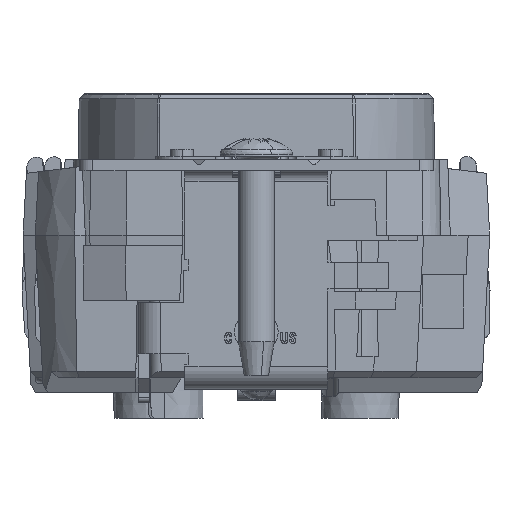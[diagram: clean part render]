
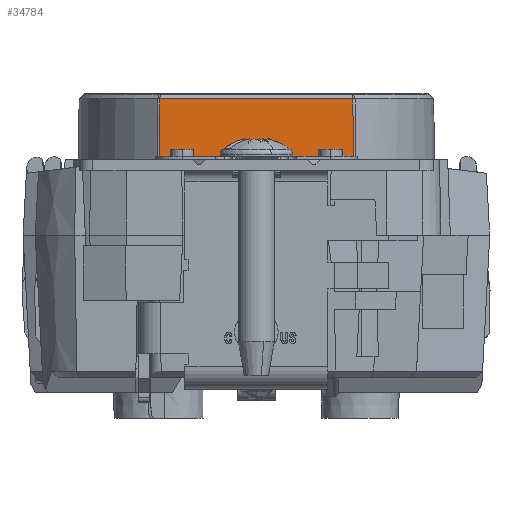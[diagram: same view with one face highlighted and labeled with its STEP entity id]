
A CAD part, front view. The second image highlights one B-rep face of the part: STEP entity #34784.
In plain terms, the highlighted planar face has unit normal (0, -1, 0.018).
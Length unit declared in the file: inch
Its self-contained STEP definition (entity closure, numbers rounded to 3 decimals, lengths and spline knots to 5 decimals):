
#3600 = EDGE_CURVE ( 'NONE', #42174, #108255, #151553, .T. ) ;
#6231 = CARTESIAN_POINT ( 'NONE',  ( 0., -1.3175, 0.809 ) ) ;
#7350 = CARTESIAN_POINT ( 'NONE',  ( -0.36233, -1.31356, 1.03465 ) ) ;
#10366 = VECTOR ( 'NONE', #141050, 39.37008 ) ;
#16602 = AXIS2_PLACEMENT_3D ( 'NONE', #6231, #35550, #79874 ) ;
#22350 = CARTESIAN_POINT ( 'NONE',  ( 0.35869, -1.31619, 0.8842 ) ) ;
#34669 = CARTESIAN_POINT ( 'NONE',  ( 0.3581, -1.31422, 0.99703 ) ) ;
#34784 = ADVANCED_FACE ( 'NONE', ( #80805 ), #110014, .T. ) ;
#35550 = DIRECTION ( 'NONE',  ( 0., -1., 0.017 ) ) ;
#42174 = VERTEX_POINT ( 'NONE', #137772 ) ;
#43914 = EDGE_CURVE ( 'NONE', #163777, #62414, #164928, .T. ) ;
#49130 = EDGE_CURVE ( 'NONE', #108255, #78978, #136206, .T. ) ;
#49842 = ORIENTED_EDGE ( 'NONE', *, *, #3600, .T. ) ;
#56735 = EDGE_LOOP ( 'NONE', ( #70466, #85013, #49842, #146092, #119600, #179893 ) ) ;
#58313 = VECTOR ( 'NONE', #176803, 39.37008 ) ;
#58467 = CARTESIAN_POINT ( 'NONE',  ( -0.35849, -1.31553, 0.9218 ) ) ;
#62414 = VERTEX_POINT ( 'NONE', #73836 ) ;
#70466 = ORIENTED_EDGE ( 'NONE', *, *, #43914, .T. ) ;
#73836 = CARTESIAN_POINT ( 'NONE',  ( -0.3579, -1.31356, 1.03465 ) ) ;
#74474 = CARTESIAN_POINT ( 'NONE',  ( -0.35829, -1.31487, 0.95941 ) ) ;
#77593 = DIRECTION ( 'NONE',  ( 1., 0., 0. ) ) ;
#78978 = VERTEX_POINT ( 'NONE', #179826 ) ;
#78994 = CARTESIAN_POINT ( 'NONE',  ( 0.35829, -1.31487, 0.95941 ) ) ;
#79874 = DIRECTION ( 'NONE',  ( 0., -0.017, -1. ) ) ;
#80805 = FACE_OUTER_BOUND ( 'NONE', #56735, .T. ) ;
#85013 = ORIENTED_EDGE ( 'NONE', *, *, #98038, .T. ) ;
#86271 = VECTOR ( 'NONE', #77593, 39.37008 ) ;
#87664 = CARTESIAN_POINT ( 'NONE',  ( -0.35869, -1.31619, 0.8842 ) ) ;
#89543 = CARTESIAN_POINT ( 'NONE',  ( -0.3579, -1.31356, 1.03465 ) ) ;
#90639 = B_SPLINE_CURVE_WITH_KNOTS ( 'NONE', 3,
 ( #89543, #115984, #74474, #58467, #87664, #147096, #145209 ),
 .UNSPECIFIED., .F., .F.,
 ( 4, 3, 4 ),
 ( 0., 0.00287, 0.00573 ),
 .UNSPECIFIED. ) ;
#91762 = LINE ( 'NONE', #162513, #86271 ) ;
#91895 = CARTESIAN_POINT ( 'NONE',  ( 0., -1.3175, 0.809 ) ) ;
#94996 = CARTESIAN_POINT ( 'NONE',  ( 0.35849, -1.31553, 0.9218 ) ) ;
#98038 = EDGE_CURVE ( 'NONE', #62414, #42174, #90639, .T. ) ;
#98521 = CARTESIAN_POINT ( 'NONE',  ( 0.35909, -1.3175, 0.809 ) ) ;
#101038 = CARTESIAN_POINT ( 'NONE',  ( 0.3579, -1.31356, 1.03465 ) ) ;
#108255 = VERTEX_POINT ( 'NONE', #122128 ) ;
#110014 = PLANE ( 'NONE',  #16602 ) ;
#115984 = CARTESIAN_POINT ( 'NONE',  ( -0.3581, -1.31422, 0.99703 ) ) ;
#119600 = ORIENTED_EDGE ( 'NONE', *, *, #155627, .T. ) ;
#122128 = CARTESIAN_POINT ( 'NONE',  ( -0.27761, -1.3175, 0.809 ) ) ;
#123337 = CARTESIAN_POINT ( 'NONE',  ( 0.3579, -1.31356, 1.03465 ) ) ;
#136206 = LINE ( 'NONE', #91895, #58313 ) ;
#136513 = CARTESIAN_POINT ( 'NONE',  ( 0.35909, -1.3175, 0.809 ) ) ;
#137365 = CARTESIAN_POINT ( 'NONE',  ( 0., -1.3175, 0.809 ) ) ;
#137772 = CARTESIAN_POINT ( 'NONE',  ( -0.35909, -1.3175, 0.809 ) ) ;
#138544 = EDGE_CURVE ( 'NONE', #170329, #163777, #153692, .T. ) ;
#141050 = DIRECTION ( 'NONE',  ( 1., 0., 0. ) ) ;
#145209 = CARTESIAN_POINT ( 'NONE',  ( -0.35909, -1.3175, 0.809 ) ) ;
#146092 = ORIENTED_EDGE ( 'NONE', *, *, #49130, .T. ) ;
#147096 = CARTESIAN_POINT ( 'NONE',  ( -0.35889, -1.31684, 0.8466 ) ) ;
#151553 = LINE ( 'NONE', #137365, #10366 ) ;
#151742 = DIRECTION ( 'NONE',  ( -1., 0., 0. ) ) ;
#153692 = B_SPLINE_CURVE_WITH_KNOTS ( 'NONE', 3,
 ( #136513, #165762, #22350, #94996, #78994, #34669, #123337 ),
 .UNSPECIFIED., .F., .F.,
 ( 4, 3, 4 ),
 ( 0., 0.00287, 0.00573 ),
 .UNSPECIFIED. ) ;
#155627 = EDGE_CURVE ( 'NONE', #78978, #170329, #91762, .T. ) ;
#162513 = CARTESIAN_POINT ( 'NONE',  ( 0., -1.3175, 0.809 ) ) ;
#163777 = VERTEX_POINT ( 'NONE', #101038 ) ;
#164928 = LINE ( 'NONE', #7350, #183397 ) ;
#165762 = CARTESIAN_POINT ( 'NONE',  ( 0.35889, -1.31684, 0.8466 ) ) ;
#170329 = VERTEX_POINT ( 'NONE', #98521 ) ;
#176803 = DIRECTION ( 'NONE',  ( 1., 0., 0. ) ) ;
#179826 = CARTESIAN_POINT ( 'NONE',  ( 0.27761, -1.3175, 0.809 ) ) ;
#179893 = ORIENTED_EDGE ( 'NONE', *, *, #138544, .T. ) ;
#183397 = VECTOR ( 'NONE', #151742, 39.37008 ) ;
